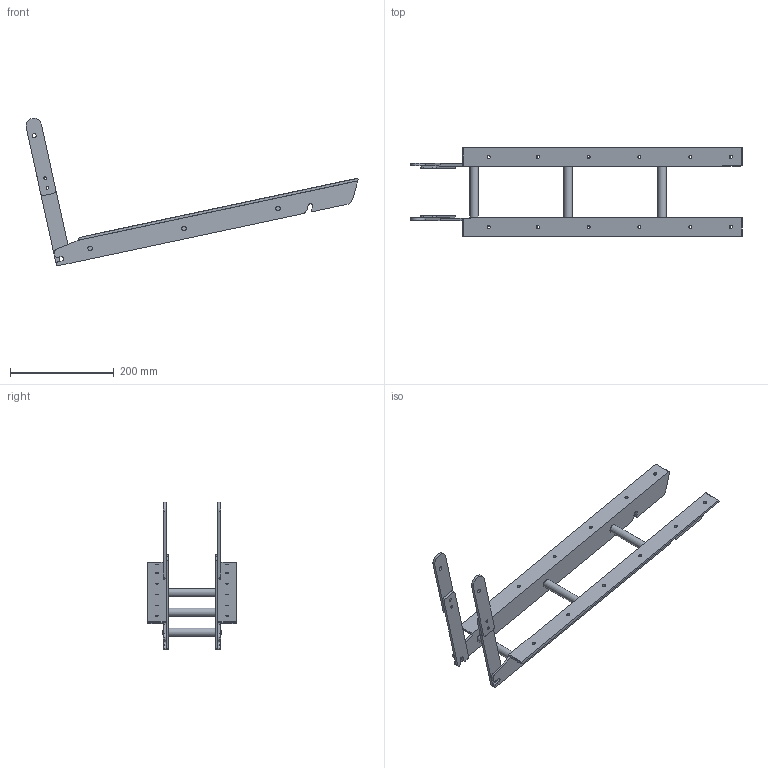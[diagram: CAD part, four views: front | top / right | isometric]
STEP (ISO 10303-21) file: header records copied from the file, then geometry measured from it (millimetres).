
FILE_DESCRIPTION(('HOOPS Exchange Step'),'2;1');
FILE_NAME('temp_export','2022-12-21T13:45:39+01:00',('mobile'),('Shapr3D Limited'),'HOOPS Exchange 2022.1','Shapr3D','Authorized');
FILE_SCHEMA( ('AUTOMOTIVE_DESIGN { 1 0 10303 214 1 1 1 1 }') );
Length unit declared in the file: millimetre
Products named in the file (7): Ordner 11; Ordner 16; Ordner 15; Ordner 14; Ordner 13; Ordner 10; root
Assembly tree (6 placements, depth 3):
  root
    Ordner 10
      Ordner 11
      Ordner 16
      Ordner 15
      Ordner 14
      Ordner 13
Bounding box: 639.6 x 170 x 284.47 mm (x, y, z)
Volume: 577477.4 mm3; surface area: 263787.4 mm2
Topology: 12 solids, 12 shells, 163 faces, 445 edges, 306 vertices
Faces by surface type: cylinder 93, plane 70
Full cylindrical faces by diameter (mm): 5 x8, 6 x12, 8 x2, 8.5 x12, 16 x3
Entity records: 5599 total; most frequent: DIRECTION 999, CARTESIAN_POINT 921, ORIENTED_EDGE 890, EDGE_CURVE 445, AXIS2_PLACEMENT_3D 384, VERTEX_POINT 306, VECTOR 231, LINE 231
